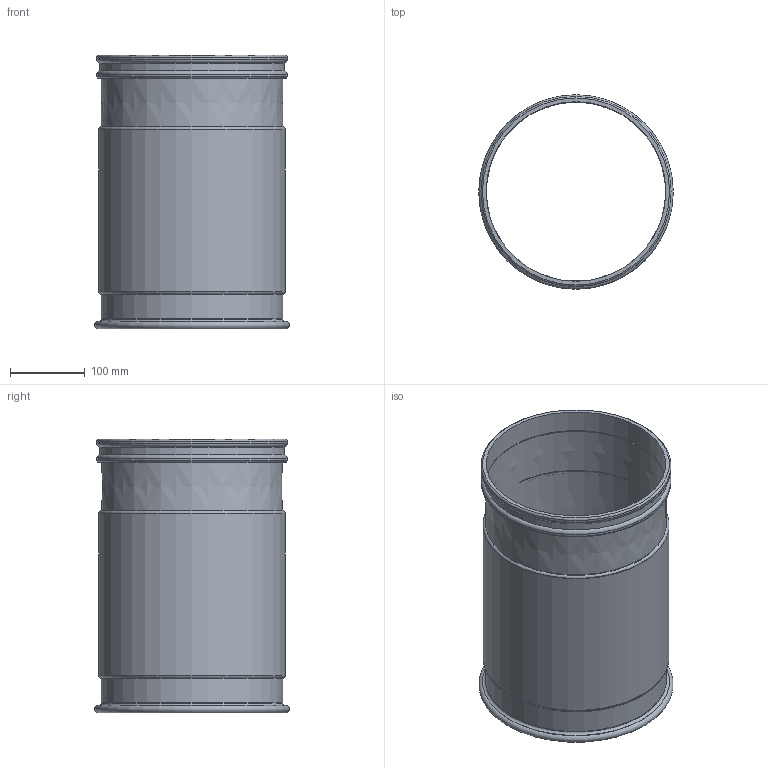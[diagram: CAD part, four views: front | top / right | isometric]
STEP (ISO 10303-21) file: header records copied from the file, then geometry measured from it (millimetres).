
FILE_DESCRIPTION(/* description */ (''),/* implementation_level */ '2;1');
FILE_NAME(/* name */ '050807e1-bd25-4688-a403-03d347e4c949.stp',/* time_stamp */ '2021-07-15T02:38:46+00:00',/* author */ (''),/* organization */ (''),/* preprocessor_version */ 'ST-DEVELOPER v18.1',/* originating_system */ 'Autodesk Translation Framework v10.9.0.1377',/* authorisation */ '');
FILE_SCHEMA (('AUTOMOTIVE_DESIGN { 1 0 10303 214 3 1 1 }'));
Length unit declared in the file: millimetre
Products named in the file (1): 250 Bulk Bag Loader
Bounding box: 260 x 260 x 365.9 mm (x, y, z)
Volume: 972625 mm3; surface area: 1361515.9 mm2
Topology: 5 solids, 7 shells, 42 faces, 77 edges, 42 vertices
Faces by surface type: torus 17, cylinder 13, plane 7, cone 5
Full cylindrical faces by diameter (mm): 240 x3, 242 x2, 243.045 x1, 246.045 x1, 247.045 x1, 249.045 x1, 254 x4
Entity records: 1096 total; most frequent: DIRECTION 222, CARTESIAN_POINT 162, ORIENTED_EDGE 154, AXIS2_PLACEMENT_3D 102, EDGE_CURVE 77, CIRCLE 59, EDGE_LOOP 49, FACE_OUTER_BOUND 42
